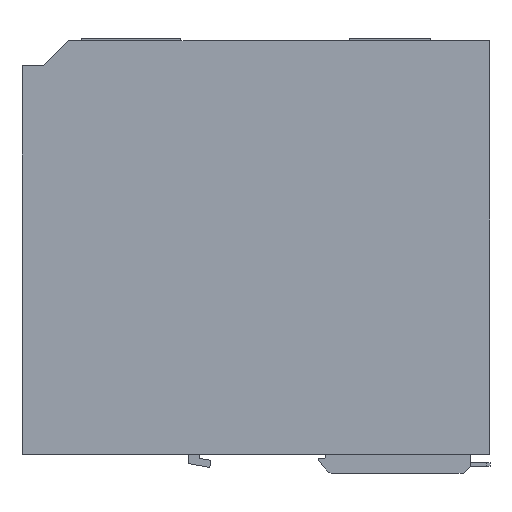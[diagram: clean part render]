
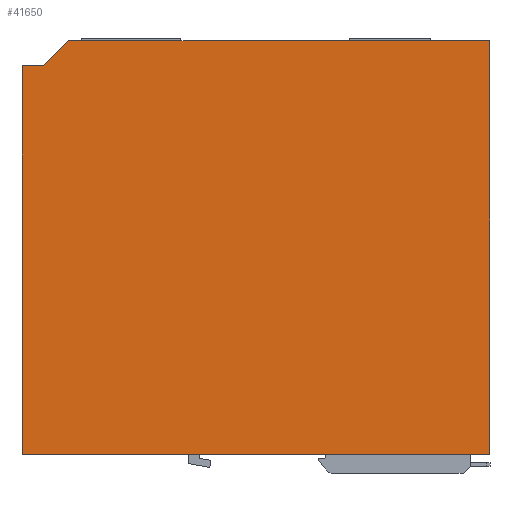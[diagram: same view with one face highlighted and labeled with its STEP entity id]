
A CAD part, left-side view. The second image highlights one B-rep face of the part: STEP entity #41650.
In plain terms, the highlighted free-form (B-spline) face has degree [1, 1] with [2, 2] control points.
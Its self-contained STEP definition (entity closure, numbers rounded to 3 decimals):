
#13550=CARTESIAN_POINT('',(40.,-65.,1.));
#13560=DIRECTION('',(0.,-1.,0.));
#13570=DIRECTION('',(0.,0.,1.));
#13580=AXIS2_PLACEMENT_3D('',#13550,#13560,#13570);
#13590=PLANE('',#13580);
#17690=CARTESIAN_POINT('',(40.,59.,-6.));
#17700=DIRECTION('',(0.,0.707,0.707));
#17710=DIRECTION('',(0.,0.707,-0.707));
#17720=AXIS2_PLACEMENT_3D('',#17690,#17700,#17710);
#17730=PLANE('',#17720);
#17960=CARTESIAN_POINT('',(40.,65.,-6.));
#17970=DIRECTION('',(0.,-0.,1.));
#17980=DIRECTION('',(0.,1.,0.));
#17990=AXIS2_PLACEMENT_3D('',#17960,#17970,#17980);
#18000=PLANE('',#17990);
#18200=CARTESIAN_POINT('',(40.,65.,-114.));
#18210=DIRECTION('',(0.,1.,0.));
#18220=DIRECTION('',(0.,0.,-1.));
#18230=AXIS2_PLACEMENT_3D('',#18200,#18210,#18220);
#18240=PLANE('',#18230);
#30300=CARTESIAN_POINT('',(40.,-65.,-114.));
#30310=DIRECTION('',(-0.,-0.,-1.));
#30320=DIRECTION('',(0.,-1.,0.));
#30330=AXIS2_PLACEMENT_3D('',#30300,#30310,#30320);
#30340=PLANE('',#30330);
#37550=CARTESIAN_POINT('',(0.,-65.,-114.));
#37560=VERTEX_POINT('',#37550);
#37590=CARTESIAN_POINT('',(0.,-237.567,173.567));
#37600=CARTESIAN_POINT('',(0.,-237.567,-289.567));
#37610=CARTESIAN_POINT('',(0.,237.567,173.567));
#37620=CARTESIAN_POINT('',(0.,237.567,-289.567));
#37630=B_SPLINE_SURFACE_WITH_KNOTS('',1,1,((#37590,#37610),(#37600,
#37620)),.UNSPECIFIED.,.F.,.F.,.F.,(2,2),(2,2),(-173.567,
289.567),(-173.567,301.567),.UNSPECIFIED.);
#37640=CARTESIAN_POINT('',(0.,-65.,1.));
#37650=CARTESIAN_POINT('',(0.,-65.,-3.792));
#37660=CARTESIAN_POINT('',(0.,-65.,-8.583));
#37670=CARTESIAN_POINT('',(0.,-65.,-13.375));
#37680=CARTESIAN_POINT('',(0.,-65.,-18.167));
#37690=CARTESIAN_POINT('',(0.,-65.,-22.958));
#37700=CARTESIAN_POINT('',(0.,-65.,-27.75));
#37710=CARTESIAN_POINT('',(0.,-65.,-37.333));
#37720=CARTESIAN_POINT('',(0.,-65.,-46.917));
#37730=CARTESIAN_POINT('',(0.,-65.,-56.5));
#37740=CARTESIAN_POINT('',(0.,-65.,-66.083));
#37750=CARTESIAN_POINT('',(0.,-65.,-75.667));
#37760=CARTESIAN_POINT('',(0.,-65.,-85.25));
#37770=CARTESIAN_POINT('',(0.,-65.,-94.833));
#37780=CARTESIAN_POINT('',(0.,-65.,-104.417))
;
#37790=CARTESIAN_POINT('',(0.,-65.,-114.));
#37800=B_SPLINE_CURVE_WITH_KNOTS('',3,(#37640,#37650,#37660,#37670,
#37680,#37690,#37700,#37710,#37720,#37730,#37740,#37750,#37760,#37770,
#37780,#37790),.UNSPECIFIED.,.F.,.F.,(4,3,3,3,3,4),(0.,14.375,28.75,57.5
,86.25,115.),.UNSPECIFIED.);
#37810=SURFACE_CURVE('',#37800,(#37630,#13590),.CURVE_3D.);
#37820=CARTESIAN_POINT('',(0.,-65.,1.));
#37830=VERTEX_POINT('',#37820);
#37840=EDGE_CURVE('',#37830,#37560,#37810,.T.);
#40610=CARTESIAN_POINT('',(0.,65.,-114.));
#40620=CARTESIAN_POINT('',(0.,65.,-105.));
#40630=CARTESIAN_POINT('',(0.,65.,-96.));
#40640=CARTESIAN_POINT('',(0.,65.,-87.));
#40650=CARTESIAN_POINT('',(0.,65.,-78.));
#40660=CARTESIAN_POINT('',(0.,65.,-69.));
#40670=CARTESIAN_POINT('',(0.,65.,-60.));
#40680=CARTESIAN_POINT('',(0.,65.,-51.));
#40690=CARTESIAN_POINT('',(0.,65.,-42.));
#40700=CARTESIAN_POINT('',(0.,65.,-33.));
#40710=CARTESIAN_POINT('',(0.,65.,-24.));
#40720=CARTESIAN_POINT('',(0.,65.,-15.));
#40730=CARTESIAN_POINT('',(0.,65.,-6.));
#40740=B_SPLINE_CURVE_WITH_KNOTS('',3,(#40610,#40620,#40630,#40640,
#40650,#40660,#40670,#40680,#40690,#40700,#40710,#40720,#40730),
.UNSPECIFIED.,.F.,.F.,(4,3,3,3,4),(0.,27.,54.,
81.,108.),.UNSPECIFIED.);
#40750=SURFACE_CURVE('',#40740,(#37630,#18240),.CURVE_3D.);
#40760=CARTESIAN_POINT('',(0.,65.,-114.));
#40770=VERTEX_POINT('',#40760);
#40780=CARTESIAN_POINT('',(0.,65.,-6.));
#40790=VERTEX_POINT('',#40780);
#40800=EDGE_CURVE('',#40770,#40790,#40750,.T.);
#40810=ORIENTED_EDGE('',*,*,#40800,.F.);
#40820=CARTESIAN_POINT('',(0.,59.,-6.));
#40830=CARTESIAN_POINT('',(0.,59.5,-6.));
#40840=CARTESIAN_POINT('',(0.,60.,
-6.));
#40850=CARTESIAN_POINT('',(0.,60.5,
-6.));
#40860=CARTESIAN_POINT('',(0.,61.,
-6.));
#40870=CARTESIAN_POINT('',(0.,61.5,-6.));
#40880=CARTESIAN_POINT('',(0.,62.,-6.));
#40890=CARTESIAN_POINT('',(0.,62.5,-6.));
#40900=CARTESIAN_POINT('',(0.,63.,-6.));
#40910=CARTESIAN_POINT('',(0.,63.5,-6.));
#40920=CARTESIAN_POINT('',(0.,63.75,-6.));
#40930=CARTESIAN_POINT('',(0.,64.,
-6.));
#40940=CARTESIAN_POINT('',(0.,64.25,
-6.));
#40950=CARTESIAN_POINT('',(0.,64.5,
-6.));
#40960=CARTESIAN_POINT('',(0.,64.75,
-6.));
#40970=CARTESIAN_POINT('',(0.,65.,-6.));
#40980=B_SPLINE_CURVE_WITH_KNOTS('',3,(#40820,#40830,#40840,#40850,
#40860,#40870,#40880,#40890,#40900,#40910,#40920,#40930,#40940,#40950,
#40960,#40970),.UNSPECIFIED.,.F.,.F.,(4,3,3,3,3,4),(0.,1.5,
3.,4.5,5.25,6.),
.UNSPECIFIED.);
#40990=SURFACE_CURVE('',#40980,(#18000,#37630),.CURVE_3D.);
#41000=CARTESIAN_POINT('',(0.,59.,-6.));
#41010=VERTEX_POINT('',#41000);
#41020=EDGE_CURVE('',#41010,#40790,#40990,.T.);
#41030=ORIENTED_EDGE('',*,*,#41020,.T.);
#41040=CARTESIAN_POINT('',(0.,52.,
1.));
#41050=CARTESIAN_POINT('',(0.,52.583,
0.417));
#41060=CARTESIAN_POINT('',(0.,53.167,-0.167));
#41070=CARTESIAN_POINT('',(0.,53.75,-0.75));
#41080=CARTESIAN_POINT('',(0.,54.333,-1.333));
#41090=CARTESIAN_POINT('',(0.,54.917,
-1.917));
#41100=CARTESIAN_POINT('',(0.,55.5,
-2.5));
#41110=CARTESIAN_POINT('',(0.,56.083,
-3.083));
#41120=CARTESIAN_POINT('',(0.,56.667,
-3.667));
#41130=CARTESIAN_POINT('',(0.,57.25,
-4.25));
#41140=CARTESIAN_POINT('',(0.,57.833,
-4.833));
#41150=CARTESIAN_POINT('',(0.,58.417,-5.417));
#41160=CARTESIAN_POINT('',(0.,59.,-6.));
#41170=B_SPLINE_CURVE_WITH_KNOTS('',3,(#41040,#41050,#41060,#41070,
#41080,#41090,#41100,#41110,#41120,#41130,#41140,#41150,#41160),
.UNSPECIFIED.,.F.,.F.,(4,3,3,3,4),(0.,2.475,4.95,
7.425,9.899),.UNSPECIFIED.);
#41180=SURFACE_CURVE('',#41170,(#37630,#17730),.CURVE_3D.);
#41190=CARTESIAN_POINT('',(0.,52.,1.));
#41200=VERTEX_POINT('',#41190);
#41210=EDGE_CURVE('',#41200,#41010,#41180,.T.);
#41220=ORIENTED_EDGE('',*,*,#41210,.T.);
#41230=CARTESIAN_POINT('',(40.,52.,1.));
#41240=DIRECTION('',(0.,-0.,1.));
#41250=DIRECTION('',(0.,1.,0.));
#41260=AXIS2_PLACEMENT_3D('',#41230,#41240,#41250);
#41270=PLANE('',#41260);
#41280=CARTESIAN_POINT('',(0.,-65.,1.));
#41290=CARTESIAN_POINT('',(0.,-55.25,1.));
#41300=CARTESIAN_POINT('',(0.,-45.5,1.));
#41310=CARTESIAN_POINT('',(0.,-35.75,1.));
#41320=CARTESIAN_POINT('',(0.,-26.,1.));
#41330=CARTESIAN_POINT('',(0.,-16.25,1.));
#41340=CARTESIAN_POINT('',(0.,-6.5,1.));
#41350=CARTESIAN_POINT('',(0.,3.25,1.));
#41360=CARTESIAN_POINT('',(0.,13.,1.));
#41370=CARTESIAN_POINT('',(0.,22.75,1.));
#41380=CARTESIAN_POINT('',(0.,32.5,1.));
#41390=CARTESIAN_POINT('',(0.,42.25,1.));
#41400=CARTESIAN_POINT('',(0.,52.,1.));
#41410=B_SPLINE_CURVE_WITH_KNOTS('',3,(#41280,#41290,#41300,#41310,
#41320,#41330,#41340,#41350,#41360,#41370,#41380,#41390,#41400),
.UNSPECIFIED.,.F.,.F.,(4,3,3,3,4),(0.,29.25,58.5,
87.75,117.),.UNSPECIFIED.);
#41420=SURFACE_CURVE('',#41410,(#41270,#37630),.CURVE_3D.);
#41430=EDGE_CURVE('',#37830,#41200,#41420,.T.);
#41440=ORIENTED_EDGE('',*,*,#41430,.T.);
#41450=ORIENTED_EDGE('',*,*,#37840,.F.);
#41460=CARTESIAN_POINT('',(0.,-65.,-114.));
#41470=CARTESIAN_POINT('',(0.,-54.167,-114.));
#41480=CARTESIAN_POINT('',(0.,-43.333,-114.))
;
#41490=CARTESIAN_POINT('',(0.,-32.5,-114.));
#41500=CARTESIAN_POINT('',(0.,-21.667,-114.))
;
#41510=CARTESIAN_POINT('',(0.,-10.833,-114.))
;
#41520=CARTESIAN_POINT('',(0.,0.,-114.)
);
#41530=CARTESIAN_POINT('',(0.,10.833,-114.));
#41540=CARTESIAN_POINT('',(0.,21.667,-114.));
#41550=CARTESIAN_POINT('',(0.,32.5,-114.));
#41560=CARTESIAN_POINT('',(0.,43.333,-114.));
#41570=CARTESIAN_POINT('',(0.,54.167,-114.));
#41580=CARTESIAN_POINT('',(0.,65.,-114.));
#41590=B_SPLINE_CURVE_WITH_KNOTS('',3,(#41460,#41470,#41480,#41490,
#41500,#41510,#41520,#41530,#41540,#41550,#41560,#41570,#41580),
.UNSPECIFIED.,.F.,.F.,(4,3,3,3,4),(0.,32.5,65.,97.5,130.),.UNSPECIFIED.)
;
#41600=SURFACE_CURVE('',#41590,(#37630,#30340),.CURVE_3D.);
#41610=EDGE_CURVE('',#37560,#40770,#41600,.T.);
#41620=ORIENTED_EDGE('',*,*,#41610,.F.);
#41630=EDGE_LOOP('',(#41620,#41450,#41440,#41220,#41030,#40810));
#41640=FACE_OUTER_BOUND('',#41630,.T.);
#41650=ADVANCED_FACE('',(#41640),#37630,.F.);
